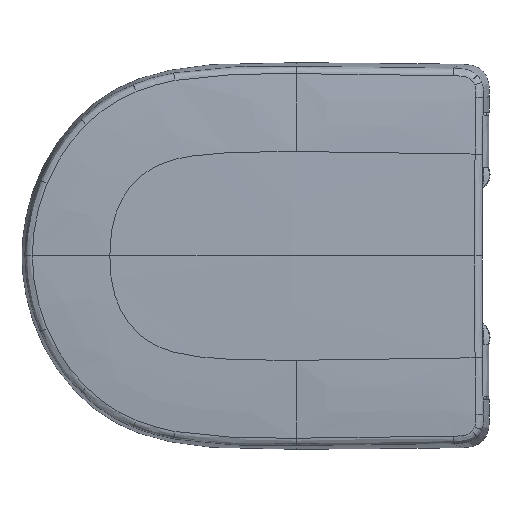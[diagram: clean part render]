
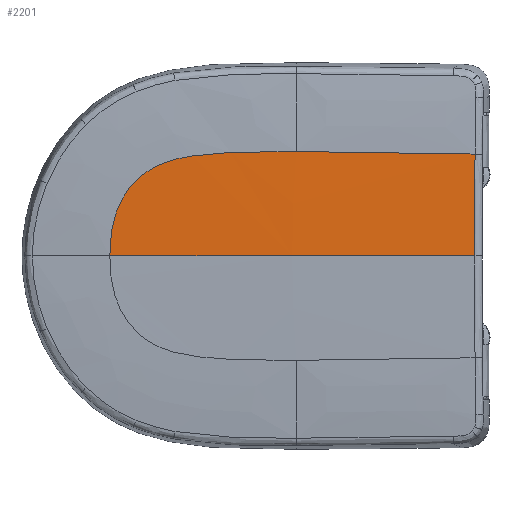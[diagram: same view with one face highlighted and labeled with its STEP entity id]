
A CAD part, top view. The second image highlights one B-rep face of the part: STEP entity #2201.
In plain terms, the highlighted free-form (B-spline) face has degree [2, 2] with [3, 3] control points.
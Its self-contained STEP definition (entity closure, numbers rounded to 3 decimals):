
#1169=B_SPLINE_CURVE_WITH_KNOTS('',5,(#35655,#35656,#35657,#35658,#35659,
#35660,#35661,#35662),.UNSPECIFIED.,.F.,.F.,(6,1,1,6),(0.,0.327,
0.663,1.),.UNSPECIFIED.);
#1175=B_SPLINE_CURVE_WITH_KNOTS('',6,(#35829,#35830,#35831,#35832,#35833,
#35834,#35835),.UNSPECIFIED.,.F.,.F.,(7,7),(0.,1.),.UNSPECIFIED.);
#1342=B_SPLINE_CURVE_WITH_KNOTS('',2,(#38790,#38791,#38792),
 .UNSPECIFIED.,.F.,.F.,(3,3),(0.,1.),.UNSPECIFIED.);
#1343=B_SPLINE_CURVE_WITH_KNOTS('',3,(#38794,#38795,#38796,#38797),
 .UNSPECIFIED.,.F.,.F.,(4,4),(0.,1.),.UNSPECIFIED.);
#2201=ADVANCED_FACE('',(#3429),#2832,.F.);
#2832=B_SPLINE_SURFACE_WITH_KNOTS('',2,2,((#38798,#38799,#38800),(#38801,
#38802,#38803),(#38804,#38805,#38806)),.UNSPECIFIED.,.F.,.F.,.F.,(3,3),
(3,3),(0.,1.),(0.,1.),.UNSPECIFIED.);
#3429=FACE_OUTER_BOUND('',#4059,.T.);
#4059=EDGE_LOOP('',(#6692,#6693,#6694,#6695));
#6692=ORIENTED_EDGE('',*,*,#9526,.F.);
#6693=ORIENTED_EDGE('',*,*,#9699,.T.);
#6694=ORIENTED_EDGE('',*,*,#9700,.T.);
#6695=ORIENTED_EDGE('',*,*,#9532,.F.);
#8122=VERTEX_POINT('',#35654);
#8123=VERTEX_POINT('',#35663);
#8128=VERTEX_POINT('',#35836);
#8251=VERTEX_POINT('',#38793);
#9526=EDGE_CURVE('',#8122,#8123,#1169,.T.);
#9532=EDGE_CURVE('',#8123,#8128,#1175,.T.);
#9699=EDGE_CURVE('',#8122,#8251,#1342,.T.);
#9700=EDGE_CURVE('',#8251,#8128,#1343,.T.);
#35654=CARTESIAN_POINT('',(-345.425,0.,25.108));
#35655=CARTESIAN_POINT('',(-345.425,0.,25.108));
#35656=CARTESIAN_POINT('',(-345.425,15.816,25.095));
#35657=CARTESIAN_POINT('',(-343.106,44.975,25.092));
#35658=CARTESIAN_POINT('',(-319.24,100.885,24.762));
#35659=CARTESIAN_POINT('',(-257.737,95.069,25.523));
#35660=CARTESIAN_POINT('',(-218.043,100.639,25.738));
#35661=CARTESIAN_POINT('',(-183.159,99.117,25.903));
#35662=CARTESIAN_POINT('',(-167.991,99.374,25.93));
#35663=CARTESIAN_POINT('',(-167.991,99.374,25.93));
#35829=CARTESIAN_POINT('',(-167.991,99.374,25.93));
#35830=CARTESIAN_POINT('',(-139.615,99.23,25.995));
#35831=CARTESIAN_POINT('',(-111.241,98.91,25.978));
#35832=CARTESIAN_POINT('',(-82.866,98.639,25.877));
#35833=CARTESIAN_POINT('',(-54.495,98.181,25.696));
#35834=CARTESIAN_POINT('',(-26.123,97.702,25.435));
#35835=CARTESIAN_POINT('',(2.241,96.963,25.097));
#35836=CARTESIAN_POINT('',(2.241,96.963,25.097));
#38790=CARTESIAN_POINT('',(-345.425,0.,25.108));
#38791=CARTESIAN_POINT('',(-171.765,0.,28.499));
#38792=CARTESIAN_POINT('',(1.894,0.,25.963));
#38793=CARTESIAN_POINT('',(1.894,0.,25.963));
#38794=CARTESIAN_POINT('',(1.894,0.,25.963));
#38795=CARTESIAN_POINT('',(1.894,31.907,25.963));
#38796=CARTESIAN_POINT('',(2.01,64.228,25.681));
#38797=CARTESIAN_POINT('',(2.241,96.963,25.097));
#38798=CARTESIAN_POINT('',(-429.,0.,23.133));
#38799=CARTESIAN_POINT('',(-204.055,0.,29.373));
#38800=CARTESIAN_POINT('',(20.889,0.,25.668));
#38801=CARTESIAN_POINT('',(-429.,94.014,23.133));
#38802=CARTESIAN_POINT('',(-204.055,94.014,29.373));
#38803=CARTESIAN_POINT('',(20.889,94.014,25.668));
#38804=CARTESIAN_POINT('',(-371.941,170.194,21.727));
#38805=CARTESIAN_POINT('',(-204.055,188.029,24.135));
#38806=CARTESIAN_POINT('',(20.889,188.029,22.597));
